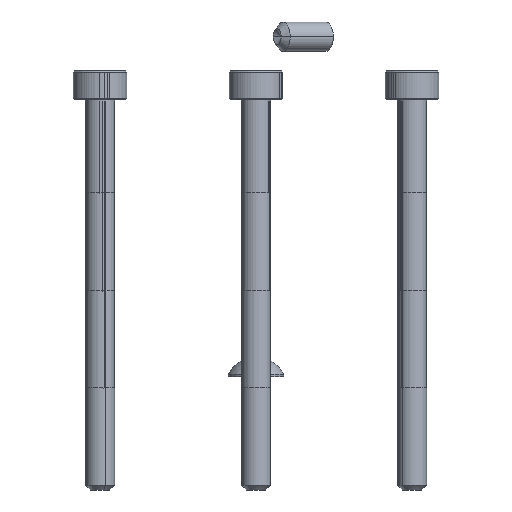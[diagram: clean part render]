
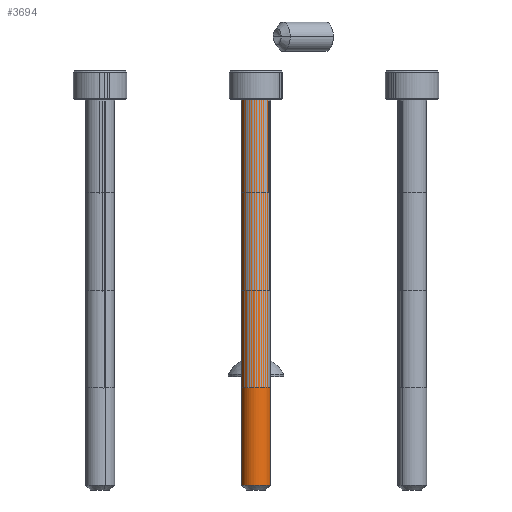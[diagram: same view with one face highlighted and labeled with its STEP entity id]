
A CAD part, left-side view. The second image highlights one B-rep face of the part: STEP entity #3694.
In plain terms, the highlighted cylindrical face has radius 1.5 mm (diameter 3 mm), a partial arc.
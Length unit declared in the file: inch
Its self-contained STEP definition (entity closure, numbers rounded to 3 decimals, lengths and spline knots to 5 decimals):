
#1 = AXIS2_PLACEMENT_3D ( 'NONE', #1089, #2786, #4480 ) ;
#37 = LINE ( 'NONE', #2598, #2393 ) ;
#811 = AXIS2_PLACEMENT_3D ( 'NONE', #5388, #5020, #1231 ) ;
#1089 = CARTESIAN_POINT ( 'NONE',  ( 0., 0., -0.84646 ) ) ;
#1164 = CARTESIAN_POINT ( 'NONE',  ( 0.05906, 0., 0.72835 ) ) ;
#1185 = CIRCLE ( 'NONE', #5278, 0.05906 ) ;
#1191 = CARTESIAN_POINT ( 'NONE',  ( 0., 0., -0.82677 ) ) ;
#1231 = DIRECTION ( 'NONE',  ( -1., 0., 0. ) ) ;
#1290 = CARTESIAN_POINT ( 'NONE',  ( -0.05906, 0., -0.84646 ) ) ;
#1321 = VERTEX_POINT ( 'NONE', #4112 ) ;
#1357 = CARTESIAN_POINT ( 'NONE',  ( 0.05906, 0., -0.82677 ) ) ;
#1481 = EDGE_CURVE ( 'NONE', #4433, #3279, #37, .T. ) ;
#1603 = VECTOR ( 'NONE', #3046, 39.37008 ) ;
#1825 = EDGE_CURVE ( 'NONE', #1321, #4433, #2127, .T. ) ;
#1869 = VERTEX_POINT ( 'NONE', #3243 ) ;
#2015 = EDGE_CURVE ( 'NONE', #1321, #1869, #4768, .T. ) ;
#2127 = CIRCLE ( 'NONE', #811, 0.05906 ) ;
#2176 = DIRECTION ( 'NONE',  ( 0., 0., -1. ) ) ;
#2278 = FACE_OUTER_BOUND ( 'NONE', #4718, .T. ) ;
#2334 = ORIENTED_EDGE ( 'NONE', *, *, #5121, .F. ) ;
#2393 = VECTOR ( 'NONE', #2176, 39.37008 ) ;
#2598 = CARTESIAN_POINT ( 'NONE',  ( 0.05906, 0., -0.84646 ) ) ;
#2604 = ORIENTED_EDGE ( 'NONE', *, *, #2015, .F. ) ;
#2723 = ORIENTED_EDGE ( 'NONE', *, *, #1825, .T. ) ;
#2786 = DIRECTION ( 'NONE',  ( 0., 0., -1. ) ) ;
#3046 = DIRECTION ( 'NONE',  ( 0., 0., -1. ) ) ;
#3243 = CARTESIAN_POINT ( 'NONE',  ( -0.05906, 0., -0.82677 ) ) ;
#3279 = VERTEX_POINT ( 'NONE', #1357 ) ;
#3694 = ADVANCED_FACE ( 'NONE', ( #2278 ), #3993, .T. ) ;
#3993 = CYLINDRICAL_SURFACE ( 'NONE', #1, 0.05906 ) ;
#4111 = DIRECTION ( 'NONE',  ( -1., 0., 0. ) ) ;
#4112 = CARTESIAN_POINT ( 'NONE',  ( -0.05906, 0., 0.72835 ) ) ;
#4433 = VERTEX_POINT ( 'NONE', #1164 ) ;
#4480 = DIRECTION ( 'NONE',  ( -1., 0., 0. ) ) ;
#4554 = DIRECTION ( 'NONE',  ( 0., 0., -1. ) ) ;
#4718 = EDGE_LOOP ( 'NONE', ( #2723, #5255, #2334, #2604 ) ) ;
#4768 = LINE ( 'NONE', #1290, #1603 ) ;
#5020 = DIRECTION ( 'NONE',  ( 0., 0., -1. ) ) ;
#5121 = EDGE_CURVE ( 'NONE', #1869, #3279, #1185, .T. ) ;
#5255 = ORIENTED_EDGE ( 'NONE', *, *, #1481, .T. ) ;
#5278 = AXIS2_PLACEMENT_3D ( 'NONE', #1191, #4554, #4111 ) ;
#5388 = CARTESIAN_POINT ( 'NONE',  ( 0., 0., 0.72835 ) ) ;
